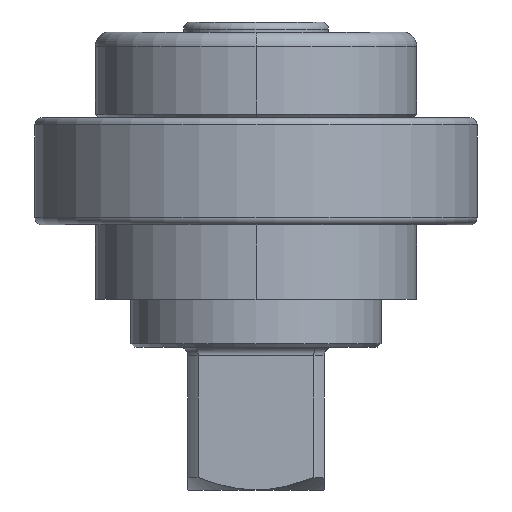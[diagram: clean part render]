
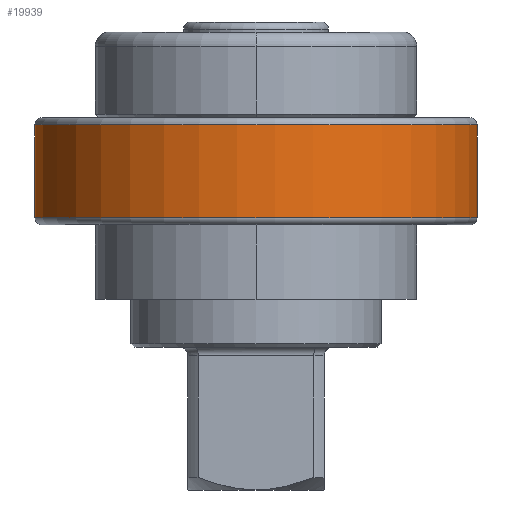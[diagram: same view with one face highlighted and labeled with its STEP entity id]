
A CAD part, front view. The second image highlights one B-rep face of the part: STEP entity #19939.
In plain terms, the highlighted cylindrical face has radius 31 mm (diameter 62 mm), a partial arc.
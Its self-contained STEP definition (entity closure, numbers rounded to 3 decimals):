
#13859=CARTESIAN_POINT('',(0.,0.,-1.));
#13860=DIRECTION('',(0.,0.,1.));
#13861=DIRECTION('',(-0.998,0.065,0.));
#13862=AXIS2_PLACEMENT_3D('',#13859,#13860,#13861);
#13867=DIRECTION('',(0.,0.,-1.));
#13868=VECTOR('',#13867,13.);
#13869=CARTESIAN_POINT('',(30.934,2.027,-1.));
#13870=LINE('',#13869,#13868);
#13874=CARTESIAN_POINT('',(0.,0.,-14.));
#13875=DIRECTION('',(0.,0.,-1.));
#13876=DIRECTION('',(0.998,0.065,0.));
#13877=AXIS2_PLACEMENT_3D('',#13874,#13875,#13876);
#13889=DIRECTION('',(0.,0.,-1.));
#13890=VECTOR('',#13889,13.);
#13891=CARTESIAN_POINT('',(-30.934,2.027,-1.));
#13892=LINE('',#13891,#13890);
#15142=CARTESIAN_POINT('',(-30.934,2.027,-1.));
#15143=VERTEX_POINT('',#15142);
#15146=CARTESIAN_POINT('',(30.934,2.027,-1.));
#15147=VERTEX_POINT('',#15146);
#15152=CARTESIAN_POINT('',(30.934,2.027,-14.));
#15153=CARTESIAN_POINT('',(-30.934,2.027,-14.));
#15154=VERTEX_POINT('',#15152);
#15155=VERTEX_POINT('',#15153);
#19927=CARTESIAN_POINT('',(0.,0.,0.));
#19928=DIRECTION('',(0.,0.,-1.));
#19929=DIRECTION('',(1.,0.,0.));
#19930=AXIS2_PLACEMENT_3D('',#19927,#19928,#19929);
#19931=CYLINDRICAL_SURFACE('',#19930,31.);
#19932=ORIENTED_EDGE('',*,*,#19921,.T.);
#19933=ORIENTED_EDGE('',*,*,#19867,.T.);
#19934=ORIENTED_EDGE('',*,*,#19809,.T.);
#19936=ORIENTED_EDGE('',*,*,#19935,.F.);
#19937=EDGE_LOOP('',(#19932,#19933,#19934,#19936));
#19938=FACE_OUTER_BOUND('',#19937,.F.);
#13863=CIRCLE('',#13862,31.);
#13878=CIRCLE('',#13877,31.);
#19809=EDGE_CURVE('',#15154,#15155,#13878,.T.);
#19867=EDGE_CURVE('',#15147,#15154,#13870,.T.);
#19921=EDGE_CURVE('',#15143,#15147,#13863,.T.);
#19935=EDGE_CURVE('',#15143,#15155,#13892,.T.);
#19939=ADVANCED_FACE('',(#19938),#19931,.T.);
